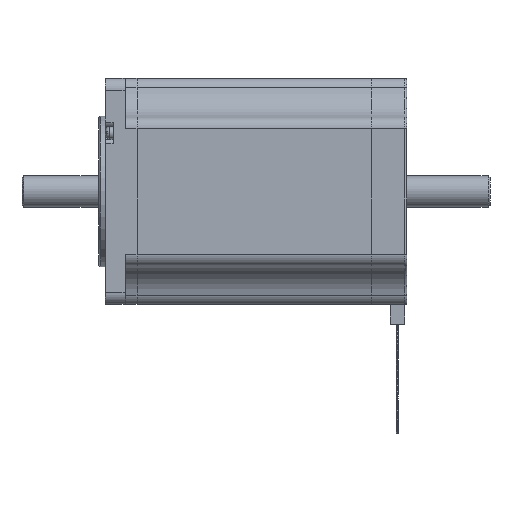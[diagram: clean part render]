
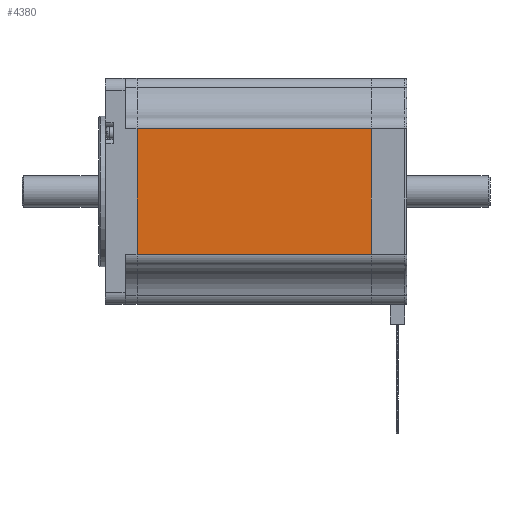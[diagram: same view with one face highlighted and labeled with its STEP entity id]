
A CAD part, front view. The second image highlights one B-rep face of the part: STEP entity #4380.
In plain terms, the highlighted planar face has unit normal (0, -1, 0).
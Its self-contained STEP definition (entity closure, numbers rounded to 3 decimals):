
#372 = VERTEX_POINT ( 'NONE', #639 ) ;
#592 = VERTEX_POINT ( 'NONE', #6018 ) ;
#603 = LINE ( 'NONE', #4501, #10524 ) ;
#639 = CARTESIAN_POINT ( 'NONE',  ( -68., -28.5, -15.851 ) ) ;
#741 = CARTESIAN_POINT ( 'NONE',  ( -9., -28.5, -15.851 ) ) ;
#828 = EDGE_CURVE ( 'NONE', #592, #9055, #603, .T. ) ;
#1308 = VECTOR ( 'NONE', #1653, 1000. ) ;
#1558 = CARTESIAN_POINT ( 'NONE',  ( -68., -28.5, 15.851 ) ) ;
#1612 = ORIENTED_EDGE ( 'NONE', *, *, #1832, .T. ) ;
#1653 = DIRECTION ( 'NONE',  ( 0., 0., 1. ) ) ;
#1832 = EDGE_CURVE ( 'NONE', #6603, #592, #9184, .T. ) ;
#2286 = AXIS2_PLACEMENT_3D ( 'NONE', #9767, #2411, #4074 ) ;
#2411 = DIRECTION ( 'NONE',  ( 0., -1., 0. ) ) ;
#2427 = VECTOR ( 'NONE', #6184, 1000. ) ;
#2586 = ORIENTED_EDGE ( 'NONE', *, *, #7742, .T. ) ;
#3266 = DIRECTION ( 'NONE',  ( 0., 0., -1. ) ) ;
#3321 = FACE_OUTER_BOUND ( 'NONE', #8540, .T. ) ;
#3935 = VECTOR ( 'NONE', #3266, 1000. ) ;
#4073 = ORIENTED_EDGE ( 'NONE', *, *, #8119, .T. ) ;
#4074 = DIRECTION ( 'NONE',  ( 0., 0., -1. ) ) ;
#4350 = CARTESIAN_POINT ( 'NONE',  ( 0., -28.5, -15.851 ) ) ;
#4380 = ADVANCED_FACE ( 'NONE', ( #3321 ), #5026, .T. ) ;
#4501 = CARTESIAN_POINT ( 'NONE',  ( -9., -28.5, 15.851 ) ) ;
#5026 = PLANE ( 'NONE',  #2286 ) ;
#5833 = LINE ( 'NONE', #10653, #3935 ) ;
#6018 = CARTESIAN_POINT ( 'NONE',  ( -9., -28.5, 15.851 ) ) ;
#6184 = DIRECTION ( 'NONE',  ( 1., 0., 0. ) ) ;
#6603 = VERTEX_POINT ( 'NONE', #741 ) ;
#6618 = CARTESIAN_POINT ( 'NONE',  ( -9., -28.5, 28.5 ) ) ;
#6814 = LINE ( 'NONE', #4350, #2427 ) ;
#7742 = EDGE_CURVE ( 'NONE', #9055, #372, #5833, .T. ) ;
#8119 = EDGE_CURVE ( 'NONE', #372, #6603, #6814, .T. ) ;
#8540 = EDGE_LOOP ( 'NONE', ( #10022, #2586, #4073, #1612 ) ) ;
#8684 = DIRECTION ( 'NONE',  ( -1., 0., 0. ) ) ;
#9055 = VERTEX_POINT ( 'NONE', #1558 ) ;
#9184 = LINE ( 'NONE', #6618, #1308 ) ;
#9767 = CARTESIAN_POINT ( 'NONE',  ( -9., -28.5, 28.5 ) ) ;
#10022 = ORIENTED_EDGE ( 'NONE', *, *, #828, .T. ) ;
#10524 = VECTOR ( 'NONE', #8684, 1000. ) ;
#10653 = CARTESIAN_POINT ( 'NONE',  ( -68., -28.5, 28.5 ) ) ;
